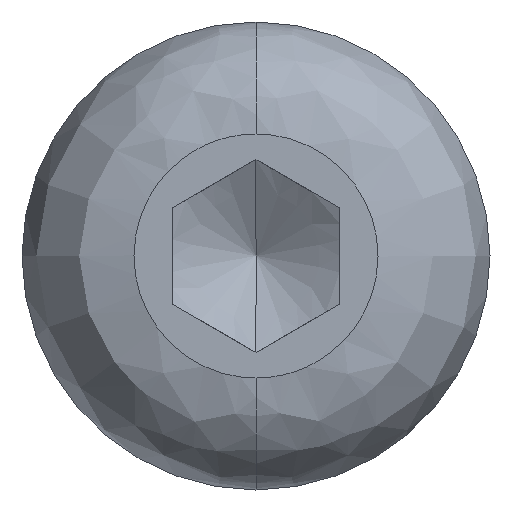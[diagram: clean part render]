
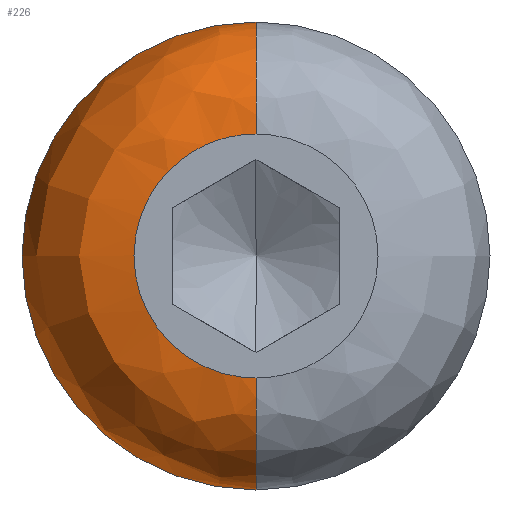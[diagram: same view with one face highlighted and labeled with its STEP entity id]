
A CAD part, left-side view. The second image highlights one B-rep face of the part: STEP entity #226.
In plain terms, the highlighted free-form (B-spline) face has degree [3, 3] with [4, 4] control points.
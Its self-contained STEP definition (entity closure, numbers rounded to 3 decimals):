
#15 = CARTESIAN_POINT ( 'NONE',  ( -4.4, 11.225, 5.612 ) ) ;
#35 = CARTESIAN_POINT ( 'NONE',  ( -1.05, 14., -7. ) ) ;
#39 = CARTESIAN_POINT ( 'NONE',  ( -4.4, 0., -5.612 ) ) ;
#82 = CARTESIAN_POINT ( 'NONE',  ( -4.4, 7.3, -3.65 ) ) ;
#85 = CARTESIAN_POINT ( 'NONE',  ( -1.05, 0., 0. ) ) ;
#90 = VERTEX_POINT ( 'NONE', #373 ) ;
#97 = DIRECTION ( 'NONE',  ( 0., 0., 1. ) ) ;
#103 = CARTESIAN_POINT ( 'NONE',  ( -1.05, 0., 7. ) ) ;
#143 = CARTESIAN_POINT ( 'NONE',  ( -4.4, 0., 3.65 ) ) ;
#146 = EDGE_CURVE ( 'NONE', #545, #263, #173, .T. ) ;
#160 = AXIS2_PLACEMENT_3D ( 'NONE', #85, #753, #703 ) ;
#163 = ORIENTED_EDGE ( 'NONE', *, *, #706, .F. ) ;
#171 = CARTESIAN_POINT ( 'NONE',  ( -3.012, 0., -7. ) ) ;
#173 = CIRCLE ( 'NONE', #160, 7. ) ;
#187 = DIRECTION ( 'NONE',  ( 0., 0., -1. ) ) ;
#215 = CIRCLE ( 'NONE', #348, 3.35 ) ;
#226 = ADVANCED_FACE ( 'NONE', ( #737 ), #757, .T. ) ;
#229 = CARTESIAN_POINT ( 'NONE',  ( -4.4, 7.3, -3.65 ) ) ;
#230 = CARTESIAN_POINT ( 'NONE',  ( -4.4, 0., -3.65 ) ) ;
#232 = CARTESIAN_POINT ( 'NONE',  ( -1.05, 0., 3.65 ) ) ;
#263 = VERTEX_POINT ( 'NONE', #278 ) ;
#266 = CARTESIAN_POINT ( 'NONE',  ( -4.4, 0., -3.65 ) ) ;
#270 = EDGE_CURVE ( 'NONE', #432, #263, #588, .T. ) ;
#278 = CARTESIAN_POINT ( 'NONE',  ( -1.05, 0., 7. ) ) ;
#281 = CARTESIAN_POINT ( 'NONE',  ( -4.4, 7.3, 3.65 ) ) ;
#292 = ORIENTED_EDGE ( 'NONE', *, *, #270, .T. ) ;
#305 = CARTESIAN_POINT ( 'NONE',  ( -4.4, 0., 3.65 ) ) ;
#328 = CARTESIAN_POINT ( 'NONE',  ( -4.4, 0., 5.612 ) ) ;
#342 = CARTESIAN_POINT ( 'NONE',  ( -3.012, 14., -7. ) ) ;
#348 = AXIS2_PLACEMENT_3D ( 'NONE', #430, #668, #187 ) ;
#349 = CARTESIAN_POINT ( 'NONE',  ( -1.05, 14., 7. ) ) ;
#360 = ORIENTED_EDGE ( 'NONE', *, *, #386, .T. ) ;
#373 = CARTESIAN_POINT ( 'NONE',  ( -4.4, 0., -3.65 ) ) ;
#386 = EDGE_CURVE ( 'NONE', #90, #432, #399, .T. ) ;
#399 =( BOUNDED_CURVE ( )  B_SPLINE_CURVE ( 3, ( #230, #229, #281, #768 ),
 .UNSPECIFIED., .F., .T. ) 
 B_SPLINE_CURVE_WITH_KNOTS ( ( 4, 4 ),
 ( 0.75, 1.25 ),
 .UNSPECIFIED. ) 
 CURVE ( )  GEOMETRIC_REPRESENTATION_ITEM ( )  RATIONAL_B_SPLINE_CURVE ( ( 1., 0.333, 0.333, 1. ) ) 
 REPRESENTATION_ITEM ( '' )  );
#417 = CARTESIAN_POINT ( 'NONE',  ( -3.012, 0., 7. ) ) ;
#430 = CARTESIAN_POINT ( 'NONE',  ( -1.05, 0., -3.65 ) ) ;
#432 = VERTEX_POINT ( 'NONE', #305 ) ;
#472 = DIRECTION ( 'NONE',  ( 0., 1., 0. ) ) ;
#473 = CARTESIAN_POINT ( 'NONE',  ( -3.012, 14., 7. ) ) ;
#512 = CARTESIAN_POINT ( 'NONE',  ( -1.05, 0., -7. ) ) ;
#520 = CARTESIAN_POINT ( 'NONE',  ( -4.4, 11.225, -5.612 ) ) ;
#539 = ORIENTED_EDGE ( 'NONE', *, *, #146, .F. ) ;
#545 = VERTEX_POINT ( 'NONE', #512 ) ;
#588 = CIRCLE ( 'NONE', #727, 3.35 ) ;
#647 = CARTESIAN_POINT ( 'NONE',  ( -1.05, 0., -7. ) ) ;
#668 = DIRECTION ( 'NONE',  ( 0., -1., 0. ) ) ;
#693 = EDGE_LOOP ( 'NONE', ( #360, #292, #539, #163 ) ) ;
#696 = CARTESIAN_POINT ( 'NONE',  ( -4.4, 7.3, 3.65 ) ) ;
#703 = DIRECTION ( 'NONE',  ( 0., 0., 1. ) ) ;
#706 = EDGE_CURVE ( 'NONE', #90, #545, #215, .T. ) ;
#727 = AXIS2_PLACEMENT_3D ( 'NONE', #232, #472, #97 ) ;
#737 = FACE_OUTER_BOUND ( 'NONE', #693, .T. ) ;
#753 = DIRECTION ( 'NONE',  ( 1., 0., 0. ) ) ;
#757 =( BOUNDED_SURFACE ( )  B_SPLINE_SURFACE ( 3, 3, ( 
 ( #143, #696, #82, #266 ),
 ( #328, #15, #520, #39 ),
 ( #417, #473, #342, #171 ),
 ( #103, #349, #35, #647 ) ),
 .UNSPECIFIED., .F., .F., .T. ) 
 B_SPLINE_SURFACE_WITH_KNOTS ( ( 4, 4 ),
 ( 4, 4 ),
 ( 0., 1. ),
 ( 0., 1. ),
 .UNSPECIFIED. ) 
 GEOMETRIC_REPRESENTATION_ITEM ( )  RATIONAL_B_SPLINE_SURFACE ( (
 ( 1., 0.333, 0.333, 1.),
 ( 0.805, 0.268, 0.268, 0.805),
 ( 0.805, 0.268, 0.268, 0.805),
 ( 1., 0.333, 0.333, 1.) ) ) 
 REPRESENTATION_ITEM ( '' )  SURFACE ( )  );
#768 = CARTESIAN_POINT ( 'NONE',  ( -4.4, 0., 3.65 ) ) ;
